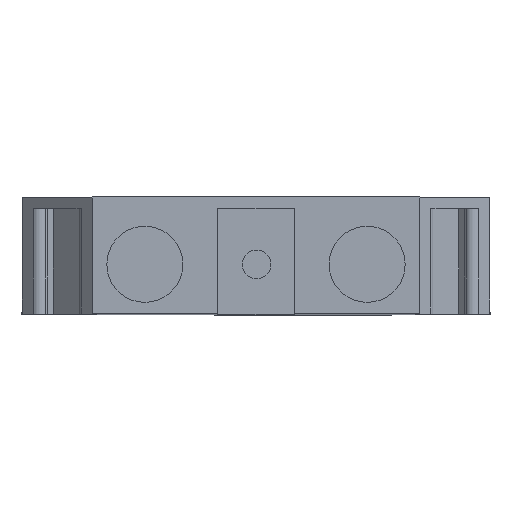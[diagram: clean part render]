
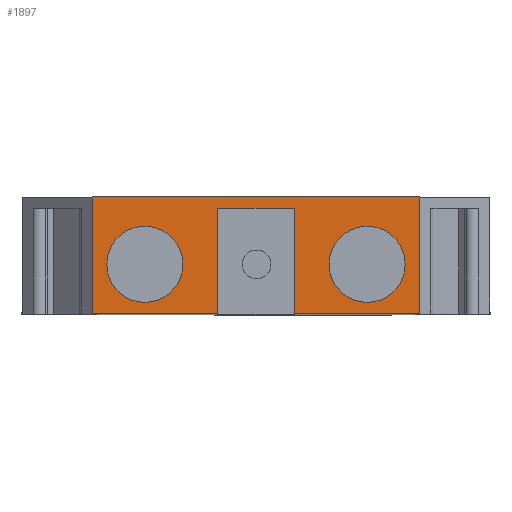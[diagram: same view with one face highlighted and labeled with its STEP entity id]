
A CAD part, top view. The second image highlights one B-rep face of the part: STEP entity #1897.
In plain terms, the highlighted planar face has unit normal (0, 0, 1).
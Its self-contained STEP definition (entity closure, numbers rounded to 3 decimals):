
#36=CIRCLE('',#1921,3.25);
#38=CIRCLE('',#1925,3.25);
#379=ORIENTED_EDGE('',*,*,#460,.T.);
#380=ORIENTED_EDGE('',*,*,#603,.T.);
#381=ORIENTED_EDGE('',*,*,#539,.F.);
#382=ORIENTED_EDGE('',*,*,#488,.F.);
#383=ORIENTED_EDGE('',*,*,#629,.T.);
#384=ORIENTED_EDGE('',*,*,#491,.T.);
#385=ORIENTED_EDGE('',*,*,#538,.F.);
#386=ORIENTED_EDGE('',*,*,#582,.F.);
#387=ORIENTED_EDGE('',*,*,#458,.T.);
#388=ORIENTED_EDGE('',*,*,#456,.T.);
#456=EDGE_CURVE('',#647,#647,#36,.T.);
#458=EDGE_CURVE('',#649,#649,#38,.T.);
#460=EDGE_CURVE('',#652,#651,#777,.T.);
#488=EDGE_CURVE('',#676,#674,#802,.T.);
#491=EDGE_CURVE('',#680,#679,#805,.T.);
#538=EDGE_CURVE('',#715,#679,#845,.T.);
#539=EDGE_CURVE('',#674,#716,#846,.T.);
#582=EDGE_CURVE('',#652,#715,#887,.T.);
#603=EDGE_CURVE('',#651,#716,#906,.T.);
#629=EDGE_CURVE('',#676,#680,#930,.T.);
#647=VERTEX_POINT('',#2398);
#649=VERTEX_POINT('',#2404);
#651=VERTEX_POINT('',#2408);
#652=VERTEX_POINT('',#2410);
#674=VERTEX_POINT('',#2461);
#676=VERTEX_POINT('',#2465);
#679=VERTEX_POINT('',#2472);
#680=VERTEX_POINT('',#2474);
#715=VERTEX_POINT('',#2800);
#716=VERTEX_POINT('',#2803);
#777=LINE('',#2409,#948);
#802=LINE('',#2466,#973);
#805=LINE('',#2473,#976);
#845=LINE('',#2801,#1016);
#846=LINE('',#2802,#1017);
#887=LINE('',#2885,#1058);
#906=LINE('',#2926,#1077);
#930=LINE('',#2976,#1101);
#948=VECTOR('',#2052,1000.);
#973=VECTOR('',#2091,1000.);
#976=VECTOR('',#2096,1000.);
#1016=VECTOR('',#2162,1000.);
#1017=VECTOR('',#2163,1000.);
#1058=VECTOR('',#2240,1000.);
#1077=VECTOR('',#2283,1000.);
#1101=VECTOR('',#2335,1000.);
#1175=EDGE_LOOP('',(#379,#380,#381,#382,#383,#384,#385,#386));
#1176=EDGE_LOOP('',(#387));
#1177=EDGE_LOOP('',(#388));
#1256=FACE_BOUND('',#1175,.T.);
#1257=FACE_BOUND('',#1176,.T.);
#1258=FACE_BOUND('',#1177,.T.);
#1319=PLANE('',#1993);
#1897=ADVANCED_FACE('',(#1256,#1257,#1258),#1319,.T.);
#1921=AXIS2_PLACEMENT_3D('',#2397,#2039,#2040);
#1925=AXIS2_PLACEMENT_3D('',#2403,#2047,#2048);
#1993=AXIS2_PLACEMENT_3D('',#2979,#2339,#2340);
#2039=DIRECTION('',(0.,0.,-1.));
#2040=DIRECTION('',(1.,0.,0.));
#2047=DIRECTION('',(0.,0.,-1.));
#2048=DIRECTION('',(1.,0.,0.));
#2052=DIRECTION('',(-1.,0.,0.));
#2091=DIRECTION('',(0.,-1.,0.));
#2096=DIRECTION('',(0.,-1.,0.));
#2162=DIRECTION('',(-1.,0.,0.));
#2163=DIRECTION('',(-1.,0.,0.));
#2240=DIRECTION('',(0.,-1.,0.));
#2283=DIRECTION('',(0.,-1.,0.));
#2335=DIRECTION('',(1.,0.,0.));
#2339=DIRECTION('',(0.,0.,1.));
#2340=DIRECTION('',(1.,0.,0.));
#2397=CARTESIAN_POINT('',(9.5,4.25,24.5));
#2398=CARTESIAN_POINT('',(12.75,4.25,24.5));
#2403=CARTESIAN_POINT('',(-9.5,4.25,24.5));
#2404=CARTESIAN_POINT('',(-6.25,4.25,24.5));
#2408=CARTESIAN_POINT('',(-14.,10.,24.5));
#2409=CARTESIAN_POINT('',(20.,10.,24.5));
#2410=CARTESIAN_POINT('',(14.,10.,24.5));
#2461=CARTESIAN_POINT('',(-3.25,0.,24.5));
#2465=CARTESIAN_POINT('',(-3.25,9.05,24.5));
#2466=CARTESIAN_POINT('',(-3.25,9.05,24.5));
#2472=CARTESIAN_POINT('',(3.25,0.,24.5));
#2473=CARTESIAN_POINT('',(3.25,9.05,24.5));
#2474=CARTESIAN_POINT('',(3.25,9.05,24.5));
#2800=CARTESIAN_POINT('',(14.,0.,24.5));
#2801=CARTESIAN_POINT('',(20.,0.,24.5));
#2802=CARTESIAN_POINT('',(20.,0.,24.5));
#2803=CARTESIAN_POINT('',(-14.,0.,24.5));
#2885=CARTESIAN_POINT('',(14.,64.039,24.5));
#2926=CARTESIAN_POINT('',(-14.,64.039,24.5));
#2976=CARTESIAN_POINT('',(-3.25,9.05,24.5));
#2979=CARTESIAN_POINT('',(20.,10.,24.5));
